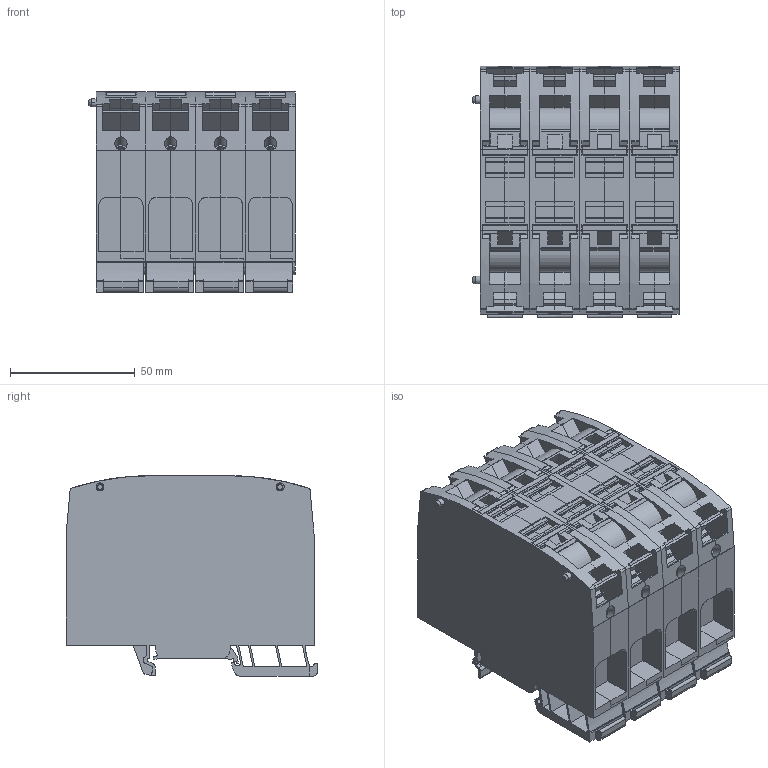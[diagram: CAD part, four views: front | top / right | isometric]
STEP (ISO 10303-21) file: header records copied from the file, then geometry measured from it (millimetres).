
FILE_DESCRIPTION(('CATIA V5 STEP Exchange','CAx-IF Rec.Pracs.--- Model Styling and Organization---1.4--- 2014-01-23'),'2;1');
FILE_NAME ('1103921-4_1', '2019-09-05T06:11:10+00:00', ('none'), ('Weidmueller'), 'CATIA Version 5-6 Release 2016 SP3 HF44', 'CATIA V5 STEP AP214', 'none');
FILE_SCHEMA(('AUTOMOTIVE_DESIGN { 1 0 10303 214 1 1 1 1 }'));
Products named in the file (1): 2663300000_A2C_50-70_3FT-N
Bounding box: 83 x 100.97 x 80.45 mm (x, y, z)
Volume: 498275 mm3; surface area: 185903.4 mm2
Topology: 24 solids, 24 shells, 2088 faces, 6348 edges, 4344 vertices
Faces by surface type: plane 1404, cylinder 512, extrusion 100, cone 72
Entity records: 72260 total; most frequent: CARTESIAN_POINT 17039, ORIENTED_EDGE 12696, DIRECTION 9391, EDGE_CURVE 6348, VECTOR 4732, LINE 4632, VERTEX_POINT 4344, AXIS2_PLACEMENT_3D 2935
